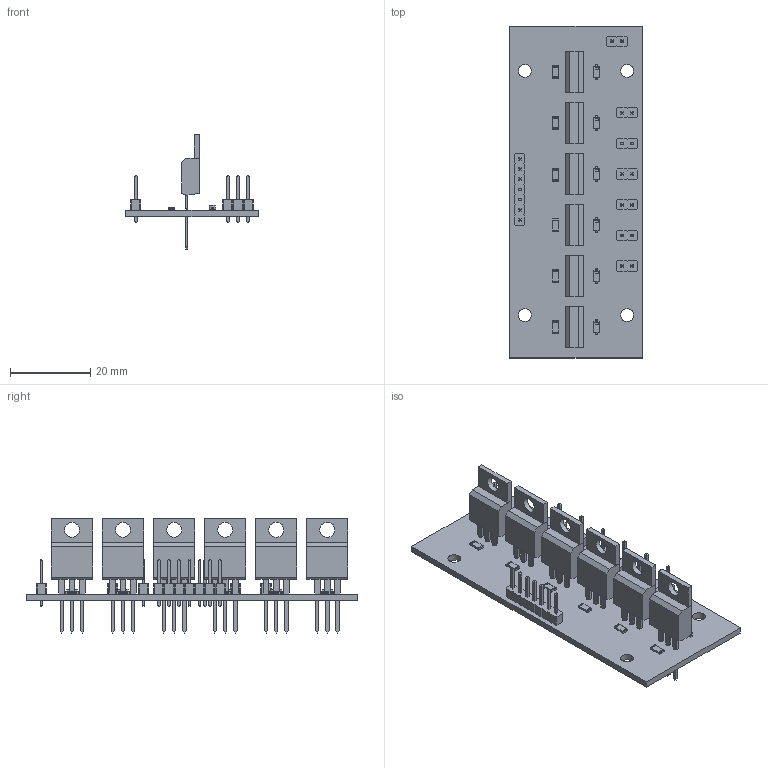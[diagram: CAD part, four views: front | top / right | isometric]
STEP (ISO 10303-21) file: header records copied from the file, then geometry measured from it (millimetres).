
FILE_DESCRIPTION(('KiCad electronic assembly'),'2;1');
FILE_NAME('ABSIS_Solenoid_Driver_Accessory.step','2020-11-11T12:40:23',( 'An Author'),('A Company'),'Open CASCADE STEP processor 6.9', 'KiCad to STEP converter','Unknown');
FILE_SCHEMA(('AUTOMOTIVE_DESIGN { 1 0 10303 214 1 1 1 1 }'));
Length unit declared in the file: millimetre
Products named in the file (12): Open CASCADE STEP translator 6.9 1; D_SOD-123; SOLID; PinHeader_1x02_P2.54mm_Vertical; PinHeader_1x07_P2.54mm_Vertical; TO-220-3_Vertical; R_1206_3216Metric; COMPOUND
Assembly tree (32 placements, depth 3):
  Open CASCADE STEP translator 6.9 1
    D_SOD-123  x6
      SOLID
    PinHeader_1x02_P2.54mm_Vertical  x7
      SOLID
    PinHeader_1x07_P2.54mm_Vertical
      SOLID
    TO-220-3_Vertical  x6
      SOLID
    R_1206_3216Metric  x6
      SOLID
    COMPOUND
Bounding box: 33.02 x 82.55 x 28.52 mm (x, y, z)
Volume: 7635.2 mm3; surface area: 10854.5 mm2
Topology: 27 solids, 27 shells, 1431 faces, 3579 edges, 2250 vertices
Faces by surface type: plane 1130, bspline 156, cylinder 145
Full cylindrical faces by diameter (mm): 1 x21, 1.1 x18, 3.2 x4, 3.735 x6
Entity records: 28648 total; most frequent: CARTESIAN_POINT 4470, DIRECTION 3978, LINE 2793, VECTOR 2793, ORIENTED_EDGE 2074, PCURVE 2074, DEFINITIONAL_REPRESENTATION 2074, EDGE_CURVE 1037
